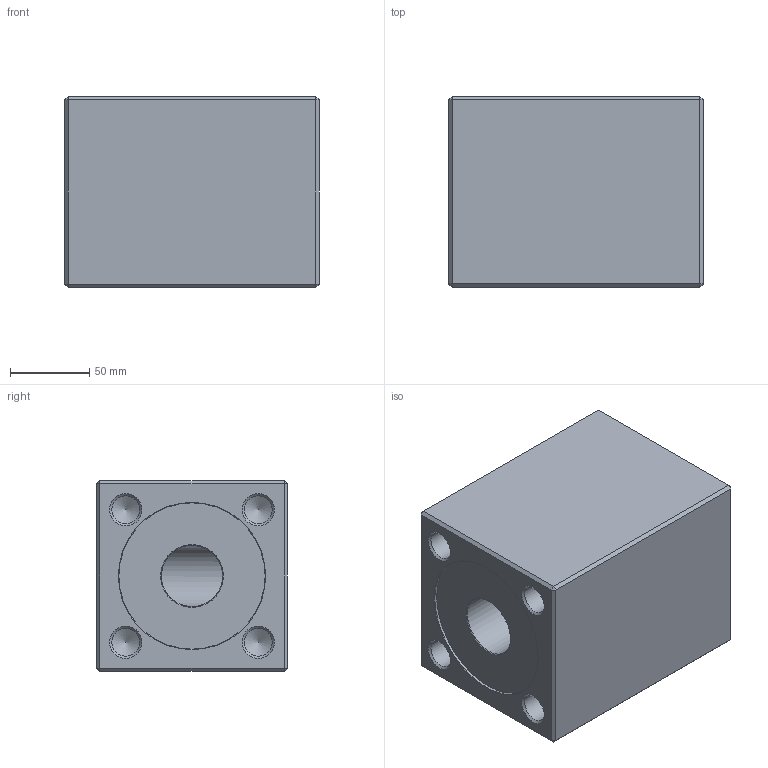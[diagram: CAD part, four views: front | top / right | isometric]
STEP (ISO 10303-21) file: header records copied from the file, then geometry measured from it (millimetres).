
FILE_DESCRIPTION(/* description */ (''),/* implementation_level */ '2;1');
FILE_NAME(/* name */ 'X-FVH040-5.stp',/* time_stamp */ '2025-01-16T13:34:37+01:00',/* author */ (''),/* organization */ (''),/* preprocessor_version */ 'ST-DEVELOPER v16',/* originating_system */ 'SIEMENS PLM Software NX 10.0',/* authorisation */ '');
FILE_SCHEMA (('CONFIG_CONTROL_DESIGN'));
Length unit declared in the file: millimetre
Products named in the file (1): X-FVH040-5
Bounding box: 160 x 120 x 120 mm (x, y, z)
Volume: 2012278 mm3; surface area: 138466.6 mm2
Topology: 1 solids, 1 shells, 63 faces, 142 edges, 83 vertices
Faces by surface type: plane 30, cone 20, cylinder 13
Full cylindrical faces by diameter (mm): 17.5 x8, 38.5 x2, 92.11 x2
Entity records: 1489 total; most frequent: DIRECTION 255, CARTESIAN_POINT 225, ORIENTED_EDGE 180, AXIS2_PLACEMENT_3D 102, EDGE_LOOP 98, EDGE_CURVE 90, FACE_BOUND 80, VERTEX_POINT 72
